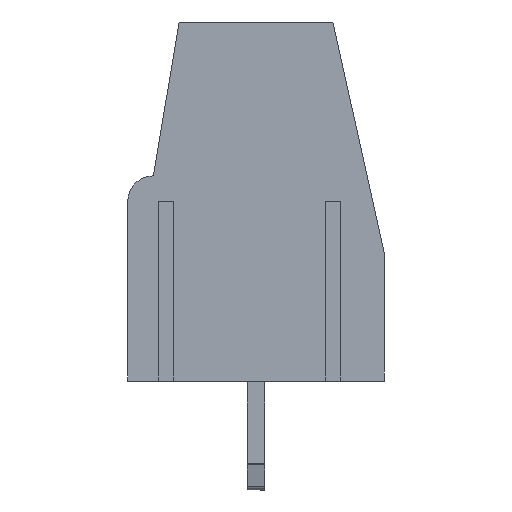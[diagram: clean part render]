
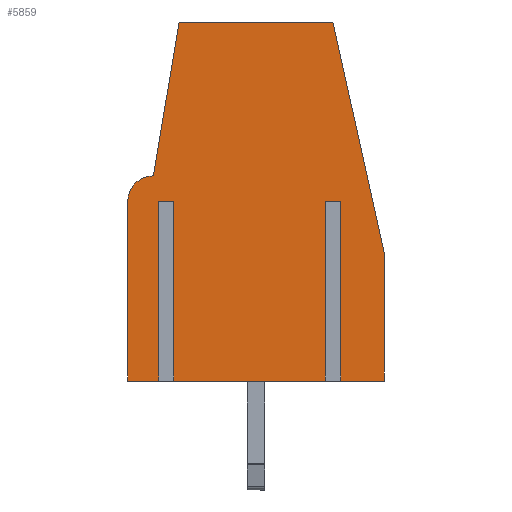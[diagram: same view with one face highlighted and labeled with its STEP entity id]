
A CAD part, left-side view. The second image highlights one B-rep face of the part: STEP entity #5859.
In plain terms, the highlighted face is planar.
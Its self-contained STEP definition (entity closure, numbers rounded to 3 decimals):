
#278=CIRCLE('',#6722,1.);
#732=FACE_OUTER_BOUND('',#975,.T.);
#975=EDGE_LOOP('',(#5259,#5260,#5261,#5262,#5263,#5264,#5265,#5266,#5267,
#5268,#5269,#5270,#5271,#5272,#5273));
#1601=LINE('',#13457,#2316);
#1606=LINE('',#13468,#2321);
#1608=LINE('',#13471,#2323);
#1614=LINE('',#13485,#2329);
#1618=LINE('',#13492,#2333);
#1619=LINE('',#13494,#2334);
#1622=LINE('',#13500,#2337);
#1623=LINE('',#13501,#2338);
#1624=LINE('',#13502,#2339);
#1645=LINE('',#13545,#2360);
#1646=LINE('',#13547,#2361);
#1647=LINE('',#13549,#2362);
#1648=LINE('',#13551,#2363);
#1649=LINE('',#13554,#2364);
#2316=VECTOR('',#8149,10.);
#2321=VECTOR('',#8158,10.);
#2323=VECTOR('',#8162,10.);
#2329=VECTOR('',#8172,10.);
#2333=VECTOR('',#8178,10.);
#2334=VECTOR('',#8181,10.);
#2337=VECTOR('',#8186,10.);
#2338=VECTOR('',#8187,10.);
#2339=VECTOR('',#8188,10.);
#2360=VECTOR('',#8211,10.);
#2361=VECTOR('',#8212,10.);
#2362=VECTOR('',#8213,10.);
#2363=VECTOR('',#8214,10.);
#2364=VECTOR('',#8217,10.);
#3222=VERTEX_POINT('',#13451);
#3224=VERTEX_POINT('',#13455);
#3227=VERTEX_POINT('',#13465);
#3228=VERTEX_POINT('',#13467);
#3233=VERTEX_POINT('',#13482);
#3234=VERTEX_POINT('',#13484);
#3235=VERTEX_POINT('',#13488);
#3236=VERTEX_POINT('',#13490);
#3237=VERTEX_POINT('',#13496);
#3238=VERTEX_POINT('',#13498);
#3259=VERTEX_POINT('',#13544);
#3260=VERTEX_POINT('',#13546);
#3261=VERTEX_POINT('',#13548);
#3262=VERTEX_POINT('',#13550);
#3263=VERTEX_POINT('',#13552);
#4128=EDGE_CURVE('',#3222,#3224,#1601,.T.);
#4133=EDGE_CURVE('',#3228,#3227,#1606,.T.);
#4135=EDGE_CURVE('',#3224,#3228,#1608,.T.);
#4141=EDGE_CURVE('',#3234,#3233,#1614,.T.);
#4145=EDGE_CURVE('',#3235,#3236,#1618,.T.);
#4146=EDGE_CURVE('',#3236,#3234,#1619,.T.);
#4149=EDGE_CURVE('',#3233,#3238,#1622,.T.);
#4150=EDGE_CURVE('',#3227,#3235,#1623,.T.);
#4151=EDGE_CURVE('',#3237,#3222,#1624,.T.);
#4172=EDGE_CURVE('',#3238,#3259,#1645,.T.);
#4173=EDGE_CURVE('',#3259,#3260,#1646,.T.);
#4174=EDGE_CURVE('',#3260,#3261,#1647,.T.);
#4175=EDGE_CURVE('',#3261,#3262,#1648,.T.);
#4176=EDGE_CURVE('',#3262,#3263,#278,.T.);
#4177=EDGE_CURVE('',#3263,#3237,#1649,.T.);
#5259=ORIENTED_EDGE('',*,*,#4133,.T.);
#5260=ORIENTED_EDGE('',*,*,#4150,.T.);
#5261=ORIENTED_EDGE('',*,*,#4145,.T.);
#5262=ORIENTED_EDGE('',*,*,#4146,.T.);
#5263=ORIENTED_EDGE('',*,*,#4141,.T.);
#5264=ORIENTED_EDGE('',*,*,#4149,.T.);
#5265=ORIENTED_EDGE('',*,*,#4172,.T.);
#5266=ORIENTED_EDGE('',*,*,#4173,.T.);
#5267=ORIENTED_EDGE('',*,*,#4174,.T.);
#5268=ORIENTED_EDGE('',*,*,#4175,.T.);
#5269=ORIENTED_EDGE('',*,*,#4176,.T.);
#5270=ORIENTED_EDGE('',*,*,#4177,.T.);
#5271=ORIENTED_EDGE('',*,*,#4151,.T.);
#5272=ORIENTED_EDGE('',*,*,#4128,.T.);
#5273=ORIENTED_EDGE('',*,*,#4135,.T.);
#5628=PLANE('',#6721);
#5859=ADVANCED_FACE('',(#732),#5628,.F.);
#6721=AXIS2_PLACEMENT_3D('',#13543,#8209,#8210);
#6722=AXIS2_PLACEMENT_3D('',#13553,#8215,#8216);
#8149=DIRECTION('',(0.,1.,0.));
#8158=DIRECTION('',(0.,-1.,0.));
#8162=DIRECTION('',(-1.,0.,0.));
#8172=DIRECTION('',(0.,-1.,0.));
#8178=DIRECTION('',(0.,1.,0.));
#8181=DIRECTION('',(-1.,0.,0.));
#8186=DIRECTION('',(-1.,0.,0.));
#8187=DIRECTION('',(-1.,0.,0.));
#8188=DIRECTION('',(-1.,0.,0.));
#8209=DIRECTION('center_axis',(0.,0.,
1.));
#8210=DIRECTION('ref_axis',(1.,0.,0.));
#8211=DIRECTION('',(0.,1.,0.));
#8212=DIRECTION('',(0.217,0.976,0.));
#8213=DIRECTION('',(1.,0.,0.));
#8214=DIRECTION('',(0.164,-0.986,0.));
#8215=DIRECTION('center_axis',(0.,0.,
-1.));
#8216=DIRECTION('ref_axis',(1.,0.,0.));
#8217=DIRECTION('',(0.,-1.,0.));
#13451=CARTESIAN_POINT('',(8.8,0.,4.96));
#13455=CARTESIAN_POINT('',(8.8,7.,4.96));
#13457=CARTESIAN_POINT('',(8.8,2.75,4.96));
#13465=CARTESIAN_POINT('',(8.2,0.,4.96));
#13467=CARTESIAN_POINT('',(8.2,7.,4.96));
#13468=CARTESIAN_POINT('',(8.2,2.75,4.96));
#13471=CARTESIAN_POINT('',(5.,7.,4.96));
#13482=CARTESIAN_POINT('',(1.7,0.,4.96));
#13484=CARTESIAN_POINT('',(1.7,7.,4.96));
#13485=CARTESIAN_POINT('',(1.7,2.75,4.96));
#13488=CARTESIAN_POINT('',(2.3,0.,4.96));
#13490=CARTESIAN_POINT('',(2.3,7.,4.96));
#13492=CARTESIAN_POINT('',(2.3,2.75,4.96));
#13494=CARTESIAN_POINT('',(5.,7.,4.96));
#13496=CARTESIAN_POINT('',(10.,0.,4.96));
#13498=CARTESIAN_POINT('',(0.,0.,4.96));
#13500=CARTESIAN_POINT('',(2.75,0.,4.96));
#13501=CARTESIAN_POINT('',(2.75,0.,4.96));
#13502=CARTESIAN_POINT('',(2.75,0.,4.96));
#13543=CARTESIAN_POINT('Origin',(5.5,5.5,4.96));
#13544=CARTESIAN_POINT('',(0.,5.,4.96));
#13545=CARTESIAN_POINT('',(0.,5.25,4.96));
#13546=CARTESIAN_POINT('',(2.,14.,4.96));
#13547=CARTESIAN_POINT('',(1.182,10.321,4.96));
#13548=CARTESIAN_POINT('',(8.,14.,4.96));
#13549=CARTESIAN_POINT('',(6.75,14.,4.96));
#13550=CARTESIAN_POINT('',(9.,8.,4.96));
#13551=CARTESIAN_POINT('',(9.155,7.068,4.96));
#13552=CARTESIAN_POINT('',(10.,7.,4.96));
#13553=CARTESIAN_POINT('Origin',(9.,7.,4.96));
#13554=CARTESIAN_POINT('',(10.,2.75,4.96));
